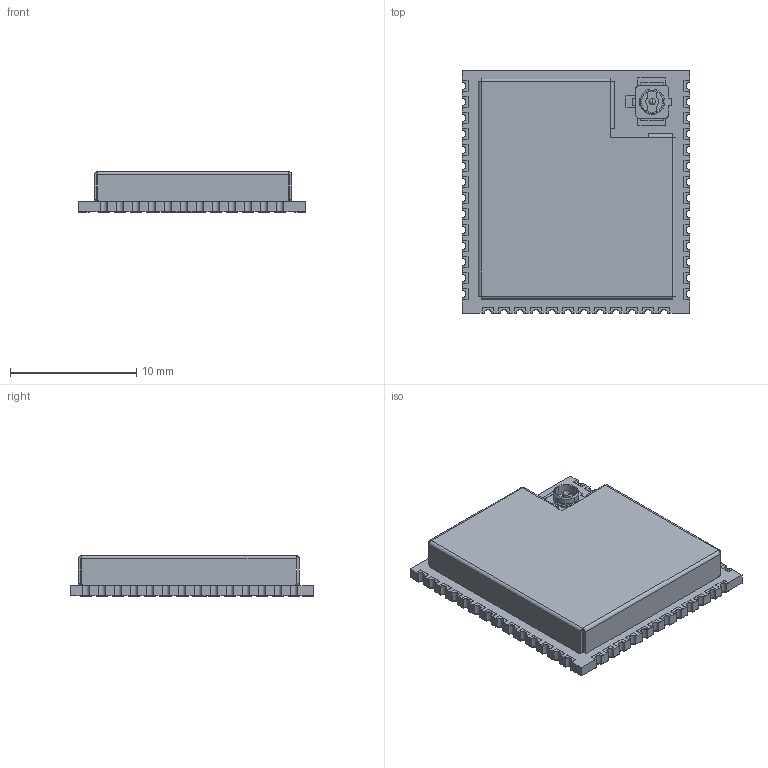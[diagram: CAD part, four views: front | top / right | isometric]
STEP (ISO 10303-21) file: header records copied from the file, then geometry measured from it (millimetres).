
FILE_DESCRIPTION (( 'STEP AP214' ), '1' );
FILE_NAME ('ESP32-S2-SOLO-2U_V1-20240308.STEP', '2024-03-08T03:15:51', ( 'Windows User' ), ( 'P R C' ), 'SwSTEP 2.0', 'SolidWorks 2022', '' );
FILE_SCHEMA (( 'AUTOMOTIVE_DESIGN' ));
Length unit declared in the file: millimetre
Products named in the file (33): Submodel-IPEX_3P_part_IPEX_3P; Submodel-QFN56_0P4_7_part_QFN56_0P4_7; Submodel-R0201_part_R0201; Submodel-C0201_part_C0201; XTAL3225_20210301.xtd; SOP8_rev1_20210308.xtd; Submodel-D__3D_design_ESP32-S2_module_module_ESP32-S2-SOLO-2U_PCB_ESP32-S2-SOLO-2U_V1.0_20211228_PCB_3D_ImportedPartModels_ESP32-S2_20210301.STEP; I-IPEX.xtd; DFN1006.xtd; Submodel-D__3D_design_ESP32-S2_module_module_ESP32-S2-SOLO-2U_PCB_ESP32-S2-SOLO-2U_V1.0_20211228_PCB_3D_ImportedPartModels_I-IPEX.STEP; Submodel-D__3D_design_ESP32-S2_module_module_ESP32-S2-SOLO-2U_PCB_ESP32-S2-SOLO-2U_V1.0_20211228_PCB_3D_ImportedPartModels_C0402_20210301.STEP; uid__2363; L0201_20210301.xtd; Submodel-D__3D_design_ESP32-S2_module_module_ESP32-S2-SOLO-2U_PCB_ESP32-S2-SOLO-2U_V1.0_20211228_PCB_3D_ImportedPartModels_XTAL3225_20210301.STEP; Submodel-C0402_part_C0402; C0402_20210301.xtd; Submodel-XTAL3225_part_XTAL3225; DesignRootModel; Submodel-L0201_part_L0201; Submodel-D__3D_design_ESP32-S2_module_module_ESP32-S2-SOLO-2U_PCB_ESP32-S2-SOLO-2U_V1.0_20211228_PCB_3D_ImportedPartModels_SOP8_rev1_20210308.STEP; Submodel-SOD882_part_SOD882; ESP32-WROOM-32U_Shieldingcase_20210312; Imported; Submodel-SOP8_1P27_6P6_part_SOP8_1P27_6P6; Submodel-D__3D_design_ESP32-S2_module_module_ESP32-S2-SOLO-2U_PCB_ESP32-S2-SOLO-2U_V1.0_20211228_PCB_3D_ImportedPartModels_L0201_20210301.STEP; C0201_20210301.xtd; ESP32-S2_20210301.xtd; Submodel-D__3D_design_ESP32-S2_module_module_ESP32-S2-SOLO-2U_PCB_ESP32-S2-SOLO-2U_V1.0_20211228_PCB_3D_ImportedPartModels_R0201_20210301.STEP; Submodel-D__3D_design_ESP32-S2_module_module_ESP32-S2-SOLO-2U_PCB_ESP32-S2-SOLO-2U_V1.0_20211228_PCB_3D_ImportedPartModels_C0201_20210301.STEP; Submodel-D__3D_design_ESP32-S2_module_module_ESP32-S2-SOLO-2U_PCB_ESP32-S2-SOLO-2U_V1.0_20211228_PCB_3D_ImportedPartModels_DFN1006.STEP; R0201_20210301.xtd; ESP32-S2-SOLO-2U_V1-20240308; pad-0.8mm
Assembly tree (94 placements, depth 5):
  ESP32-S2-SOLO-2U_V1-20240308
    DesignRootModel
      uid__2363
      Submodel-SOP8_1P27_6P6_part_SOP8_1P27_6P6
        Submodel-D__3D_design_ESP32-S2_module_module_ESP32-S2-SOLO-2U_PCB_ESP32-S2-SOLO-2U_V1.0_20211228_PCB_3D_ImportedPartModels_SOP8_rev1_20210308.STEP
          SOP8_rev1_20210308.xtd
      Submodel-R0201_part_R0201  x9
        Submodel-D__3D_design_ESP32-S2_module_module_ESP32-S2-SOLO-2U_PCB_ESP32-S2-SOLO-2U_V1.0_20211228_PCB_3D_ImportedPartModels_R0201_20210301.STEP
          R0201_20210301.xtd
      Submodel-IPEX_3P_part_IPEX_3P
        Submodel-D__3D_design_ESP32-S2_module_module_ESP32-S2-SOLO-2U_PCB_ESP32-S2-SOLO-2U_V1.0_20211228_PCB_3D_ImportedPartModels_I-IPEX.STEP
          I-IPEX.xtd
      Submodel-XTAL3225_part_XTAL3225
        Submodel-D__3D_design_ESP32-S2_module_module_ESP32-S2-SOLO-2U_PCB_ESP32-S2-SOLO-2U_V1.0_20211228_PCB_3D_ImportedPartModels_XTAL3225_20210301.STEP
          XTAL3225_20210301.xtd
      Submodel-SOD882_part_SOD882
        Submodel-D__3D_design_ESP32-S2_module_module_ESP32-S2-SOLO-2U_PCB_ESP32-S2-SOLO-2U_V1.0_20211228_PCB_3D_ImportedPartModels_DFN1006.STEP
          DFN1006.xtd
      Submodel-L0201_part_L0201  x2
        Submodel-D__3D_design_ESP32-S2_module_module_ESP32-S2-SOLO-2U_PCB_ESP32-S2-SOLO-2U_V1.0_20211228_PCB_3D_ImportedPartModels_L0201_20210301.STEP
          L0201_20210301.xtd
      Submodel-C0402_part_C0402
        Submodel-D__3D_design_ESP32-S2_module_module_ESP32-S2-SOLO-2U_PCB_ESP32-S2-SOLO-2U_V1.0_20211228_PCB_3D_ImportedPartModels_C0402_20210301.STEP
          C0402_20210301.xtd
      Submodel-C0201_part_C0201  x15
        Submodel-D__3D_design_ESP32-S2_module_module_ESP32-S2-SOLO-2U_PCB_ESP32-S2-SOLO-2U_V1.0_20211228_PCB_3D_ImportedPartModels_C0201_20210301.STEP
          C0201_20210301.xtd
      Submodel-QFN56_0P4_7_part_QFN56_0P4_7
        Submodel-D__3D_design_ESP32-S2_module_module_ESP32-S2-SOLO-2U_PCB_ESP32-S2-SOLO-2U_V1.0_20211228_PCB_3D_ImportedPartModels_ESP32-S2_20210301.STEP
          ESP32-S2_20210301.xtd
    Imported
    pad-0.8mm  x40
    ESP32-WROOM-32U_Shieldingcase_20210312
Bounding box: 18 x 19.2 x 3.23 mm (x, y, z)
Volume: 433 mm3; surface area: 2121.5 mm2
Topology: 242 solids, 243 shells, 3632 faces, 8884 edges, 5654 vertices
Faces by surface type: plane 2654, cylinder 770, bspline 202, cone 6
Entity records: 91243 total; most frequent: CARTESIAN_POINT 16489, ORIENTED_EDGE 10440, DIRECTION 9576, EDGE_CURVE 5220, LINE 4086, VECTOR 4086, VERTEX_POINT 3430, AXIS2_PLACEMENT_3D 2745
